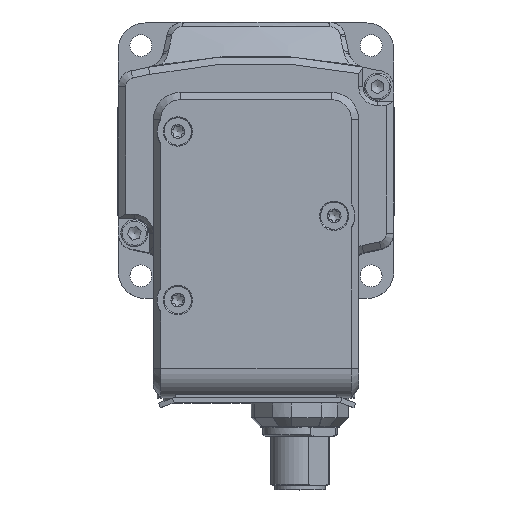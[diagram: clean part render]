
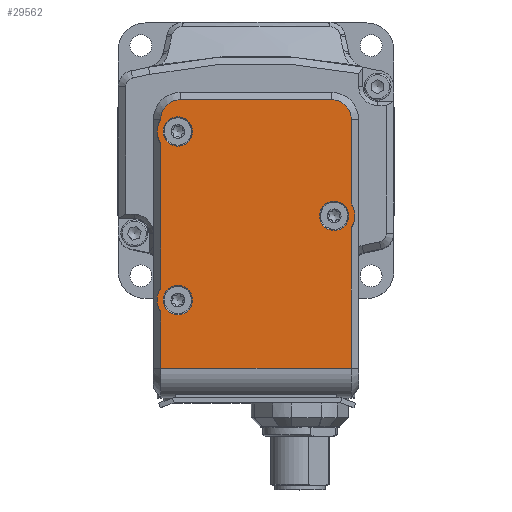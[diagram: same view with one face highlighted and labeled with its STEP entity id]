
A CAD part, top view. The second image highlights one B-rep face of the part: STEP entity #29562.
In plain terms, the highlighted planar face has unit normal (0, 0, 1).
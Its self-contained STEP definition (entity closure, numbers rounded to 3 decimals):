
#1831=FACE_BOUND('',#4832,.T.);
#1832=FACE_BOUND('',#4833,.T.);
#1833=FACE_BOUND('',#4834,.T.);
#2080=PLANE('',#31478);
#3223=FACE_OUTER_BOUND('',#4831,.T.);
#4831=EDGE_LOOP('',(#20505,#20506,#20507,#20508,#20509,#20510,#20511,#20512,
#20513,#20514,#20515,#20516));
#4832=EDGE_LOOP('',(#20517));
#4833=EDGE_LOOP('',(#20518));
#4834=EDGE_LOOP('',(#20519));
#6537=LINE('',#42057,#8982);
#6549=LINE('',#42122,#8994);
#6550=LINE('',#42125,#8995);
#6551=LINE('',#42127,#8996);
#6552=LINE('',#42131,#8997);
#6553=LINE('',#42135,#8998);
#6554=LINE('',#42139,#8999);
#8982=VECTOR('',#34031,10.);
#8994=VECTOR('',#34109,10.);
#8995=VECTOR('',#34112,10.);
#8996=VECTOR('',#34113,10.);
#8997=VECTOR('',#34116,10.);
#8998=VECTOR('',#34119,10.);
#8999=VECTOR('',#34122,10.);
#11422=CIRCLE('',#31467,3.);
#11425=CIRCLE('',#31471,3.);
#11428=CIRCLE('',#31475,3.);
#11431=CIRCLE('',#31479,4.25);
#11432=CIRCLE('',#31480,4.25);
#11433=CIRCLE('',#31481,3.993);
#11434=CIRCLE('',#31482,3.993);
#11435=CIRCLE('',#31483,4.25);
#12325=VERTEX_POINT('',#42054);
#12326=VERTEX_POINT('',#42056);
#12336=VERTEX_POINT('',#42096);
#12339=VERTEX_POINT('',#42104);
#12342=VERTEX_POINT('',#42112);
#12345=VERTEX_POINT('',#42120);
#12346=VERTEX_POINT('',#42121);
#12347=VERTEX_POINT('',#42123);
#12348=VERTEX_POINT('',#42126);
#12349=VERTEX_POINT('',#42128);
#12350=VERTEX_POINT('',#42130);
#12351=VERTEX_POINT('',#42132);
#12352=VERTEX_POINT('',#42134);
#12353=VERTEX_POINT('',#42136);
#12354=VERTEX_POINT('',#42138);
#15427=EDGE_CURVE('',#12325,#12326,#6537,.T.);
#15445=EDGE_CURVE('',#12336,#12336,#11422,.T.);
#15449=EDGE_CURVE('',#12339,#12339,#11425,.T.);
#15453=EDGE_CURVE('',#12342,#12342,#11428,.T.);
#15457=EDGE_CURVE('',#12345,#12346,#6549,.T.);
#15458=EDGE_CURVE('',#12347,#12345,#11431,.T.);
#15459=EDGE_CURVE('',#12326,#12347,#6550,.T.);
#15460=EDGE_CURVE('',#12348,#12325,#6551,.T.);
#15461=EDGE_CURVE('',#12349,#12348,#11432,.T.);
#15462=EDGE_CURVE('',#12350,#12349,#6552,.T.);
#15463=EDGE_CURVE('',#12351,#12350,#11433,.T.);
#15464=EDGE_CURVE('',#12352,#12351,#6553,.T.);
#15465=EDGE_CURVE('',#12353,#12352,#11434,.T.);
#15466=EDGE_CURVE('',#12354,#12353,#6554,.T.);
#15467=EDGE_CURVE('',#12346,#12354,#11435,.T.);
#20505=ORIENTED_EDGE('',*,*,#15457,.F.);
#20506=ORIENTED_EDGE('',*,*,#15458,.F.);
#20507=ORIENTED_EDGE('',*,*,#15459,.F.);
#20508=ORIENTED_EDGE('',*,*,#15427,.F.);
#20509=ORIENTED_EDGE('',*,*,#15460,.F.);
#20510=ORIENTED_EDGE('',*,*,#15461,.F.);
#20511=ORIENTED_EDGE('',*,*,#15462,.F.);
#20512=ORIENTED_EDGE('',*,*,#15463,.F.);
#20513=ORIENTED_EDGE('',*,*,#15464,.F.);
#20514=ORIENTED_EDGE('',*,*,#15465,.F.);
#20515=ORIENTED_EDGE('',*,*,#15466,.F.);
#20516=ORIENTED_EDGE('',*,*,#15467,.F.);
#20517=ORIENTED_EDGE('',*,*,#15449,.T.);
#20518=ORIENTED_EDGE('',*,*,#15445,.T.);
#20519=ORIENTED_EDGE('',*,*,#15453,.T.);
#29562=ADVANCED_FACE('',(#3223,#1831,#1832,#1833),#2080,.T.);
#31467=AXIS2_PLACEMENT_3D('',#42097,#34082,#34083);
#31471=AXIS2_PLACEMENT_3D('',#42105,#34091,#34092);
#31475=AXIS2_PLACEMENT_3D('',#42113,#34100,#34101);
#31478=AXIS2_PLACEMENT_3D('',#42119,#34107,#34108);
#31479=AXIS2_PLACEMENT_3D('',#42124,#34110,#34111);
#31480=AXIS2_PLACEMENT_3D('',#42129,#34114,#34115);
#31481=AXIS2_PLACEMENT_3D('',#42133,#34117,#34118);
#31482=AXIS2_PLACEMENT_3D('',#42137,#34120,#34121);
#31483=AXIS2_PLACEMENT_3D('',#42140,#34123,#34124);
#34031=DIRECTION('',(-1.,0.,0.));
#34082=DIRECTION('center_axis',(0.,0.,
-1.));
#34083=DIRECTION('ref_axis',(0.,1.,0.));
#34091=DIRECTION('center_axis',(0.,0.,
-1.));
#34092=DIRECTION('ref_axis',(0.,1.,0.));
#34100=DIRECTION('center_axis',(0.,0.,
-1.));
#34101=DIRECTION('ref_axis',(0.,1.,0.));
#34107=DIRECTION('center_axis',(0.,0.,
1.));
#34108=DIRECTION('ref_axis',(-1.,0.,0.));
#34109=DIRECTION('',(0.,1.,0.));
#34110=DIRECTION('center_axis',(0.,0.,
-1.));
#34111=DIRECTION('ref_axis',(0.,1.,0.));
#34112=DIRECTION('',(0.,1.,0.));
#34113=DIRECTION('',(0.,-1.,0.));
#34114=DIRECTION('center_axis',(0.,0.,
-1.));
#34115=DIRECTION('ref_axis',(0.,1.,0.));
#34116=DIRECTION('',(0.,-1.,0.));
#34117=DIRECTION('center_axis',(0.,0.,
-1.));
#34118=DIRECTION('ref_axis',(0.707,0.707,0.));
#34119=DIRECTION('',(1.,0.,0.));
#34120=DIRECTION('center_axis',(0.,0.,
-1.));
#34121=DIRECTION('ref_axis',(-0.707,0.707,0.));
#34122=DIRECTION('',(0.,1.,0.));
#34123=DIRECTION('center_axis',(0.,0.,
-1.));
#34124=DIRECTION('ref_axis',(0.,1.,0.));
#42054=CARTESIAN_POINT('',(19.493,-42.7,106.));
#42056=CARTESIAN_POINT('',(-19.493,-42.7,106.));
#42057=CARTESIAN_POINT('',(21.,-42.7,106.));
#42096=CARTESIAN_POINT('',(-16.,2.8,106.));
#42097=CARTESIAN_POINT('Origin',(-16.,5.8,106.));
#42104=CARTESIAN_POINT('',(-16.,-31.7,106.));
#42105=CARTESIAN_POINT('Origin',(-16.,-28.7,106.));
#42112=CARTESIAN_POINT('',(16.,-14.45,106.));
#42113=CARTESIAN_POINT('Origin',(16.,-11.45,106.));
#42119=CARTESIAN_POINT('Origin',(16.,-11.45,106.));
#42120=CARTESIAN_POINT('',(-19.493,-26.279,106.));
#42121=CARTESIAN_POINT('',(-19.493,3.379,106.));
#42122=CARTESIAN_POINT('',(-19.493,-39.667,106.));
#42123=CARTESIAN_POINT('',(-19.493,-31.121,106.));
#42124=CARTESIAN_POINT('Origin',(-16.,-28.7,106.));
#42125=CARTESIAN_POINT('',(-19.493,-39.667,106.));
#42126=CARTESIAN_POINT('',(19.493,-13.871,106.));
#42127=CARTESIAN_POINT('',(19.493,-39.667,106.));
#42128=CARTESIAN_POINT('',(19.493,-9.029,106.));
#42129=CARTESIAN_POINT('Origin',(16.,-11.45,106.));
#42130=CARTESIAN_POINT('',(19.493,8.3,106.));
#42131=CARTESIAN_POINT('',(19.493,-39.667,106.));
#42132=CARTESIAN_POINT('',(15.5,12.293,106.));
#42133=CARTESIAN_POINT('Origin',(15.5,8.3,106.));
#42134=CARTESIAN_POINT('',(-15.5,12.293,106.));
#42135=CARTESIAN_POINT('',(21.,12.293,106.));
#42136=CARTESIAN_POINT('',(-19.493,8.3,106.));
#42137=CARTESIAN_POINT('Origin',(-15.5,8.3,106.));
#42138=CARTESIAN_POINT('',(-19.493,8.221,106.));
#42139=CARTESIAN_POINT('',(-19.493,-39.667,106.));
#42140=CARTESIAN_POINT('Origin',(-16.,5.8,106.));
